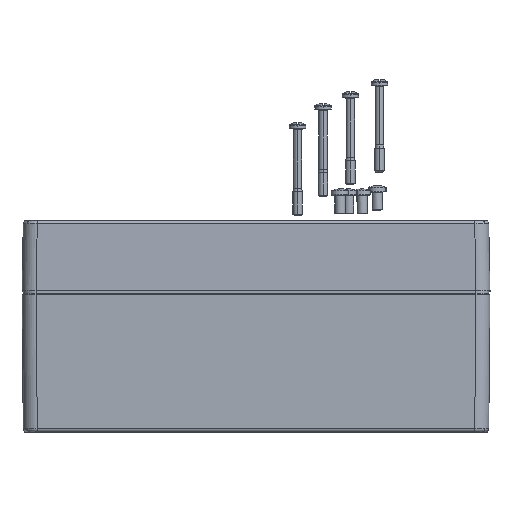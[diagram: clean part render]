
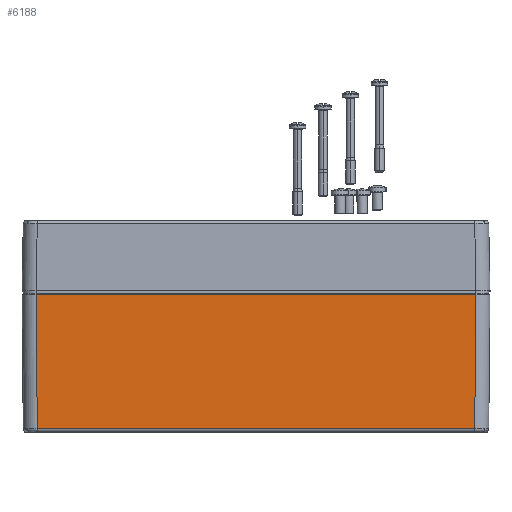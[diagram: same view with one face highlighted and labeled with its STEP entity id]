
A CAD part, top view. The second image highlights one B-rep face of the part: STEP entity #6188.
In plain terms, the highlighted planar face has unit normal (0, -0.009, 1).
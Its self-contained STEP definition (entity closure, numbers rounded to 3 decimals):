
#4751 = VERTEX_POINT ( 'NONE', #22699 ) ;
#6025 = VERTEX_POINT ( 'NONE', #26294 ) ;
#6028 = EDGE_CURVE ( 'NONE', #6029, #6025, #26289, .T. ) ;
#6029 = VERTEX_POINT ( 'NONE', #26285 ) ;
#6094 = VERTEX_POINT ( 'NONE', #27437 ) ;
#6161 = EDGE_CURVE ( 'NONE', #4751, #6094, #27609, .T. ) ;
#6188 = ADVANCED_FACE ( 'NONE', ( #27667 ), #27661, .T. ) ;
#6189 = EDGE_LOOP ( 'NONE', ( #6190, #6192, #6193, #6195 ) ) ;
#6190 = ORIENTED_EDGE ( 'NONE', *, *, #6191, .T. ) ;
#6191 = EDGE_CURVE ( 'NONE', #6094, #6029, #27655, .T. ) ;
#6192 = ORIENTED_EDGE ( 'NONE', *, *, #6028, .T. ) ;
#6193 = ORIENTED_EDGE ( 'NONE', *, *, #6194, .T. ) ;
#6194 = EDGE_CURVE ( 'NONE', #6025, #4751, #27651, .T. ) ;
#6195 = ORIENTED_EDGE ( 'NONE', *, *, #6161, .T. ) ;
#22699 = CARTESIAN_POINT ( 'NONE',  ( -93.472, -60.513, 59.472 ) ) ;
#26285 = CARTESIAN_POINT ( 'NONE',  ( 93.974, -3., 59.974 ) ) ;
#26286 = DIRECTION ( 'NONE',  ( -1., 0., 0. ) ) ;
#26287 = VECTOR ( 'NONE', #26286, 1000. ) ;
#26288 = CARTESIAN_POINT ( 'NONE',  ( -100., -3., 59.974 ) ) ;
#26289 = LINE ( 'NONE', #26288, #26287 ) ;
#26294 = CARTESIAN_POINT ( 'NONE',  ( -93.974, -3., 59.974 ) ) ;
#27437 = CARTESIAN_POINT ( 'NONE',  ( 93.472, -60.513, 59.472 ) ) ;
#27606 = DIRECTION ( 'NONE',  ( 1., 0., 0. ) ) ;
#27607 = VECTOR ( 'NONE', #27606, 1000. ) ;
#27608 = CARTESIAN_POINT ( 'NONE',  ( -100., -60.513, 59.472 ) ) ;
#27609 = LINE ( 'NONE', #27608, #27607 ) ;
#27648 = DIRECTION ( 'NONE',  ( 0.009, -1., -0.009 ) ) ;
#27649 = VECTOR ( 'NONE', #27648, 1000. ) ;
#27650 = CARTESIAN_POINT ( 'NONE',  ( -94.001, 0.052, 60. ) ) ;
#27651 = LINE ( 'NONE', #27650, #27649 ) ;
#27652 = DIRECTION ( 'NONE',  ( 0.009, 1., 0.009 ) ) ;
#27653 = VECTOR ( 'NONE', #27652, 1000. ) ;
#27654 = CARTESIAN_POINT ( 'NONE',  ( 93.985, -1.693, 59.985 ) ) ;
#27655 = LINE ( 'NONE', #27654, #27653 ) ;
#27657 = DIRECTION ( 'NONE',  ( 0., -1., -0.009 ) ) ;
#27658 = DIRECTION ( 'NONE',  ( 0., -0.009, 1. ) ) ;
#27659 = AXIS2_PLACEMENT_3D ( 'NONE', #27660, #27658, #27657 ) ;
#27660 = CARTESIAN_POINT ( 'NONE',  ( -100., 0., 60. ) ) ;
#27661 = PLANE ( 'NONE',  #27659 ) ;
#27667 = FACE_OUTER_BOUND ( 'NONE', #6189, .T. ) ;
